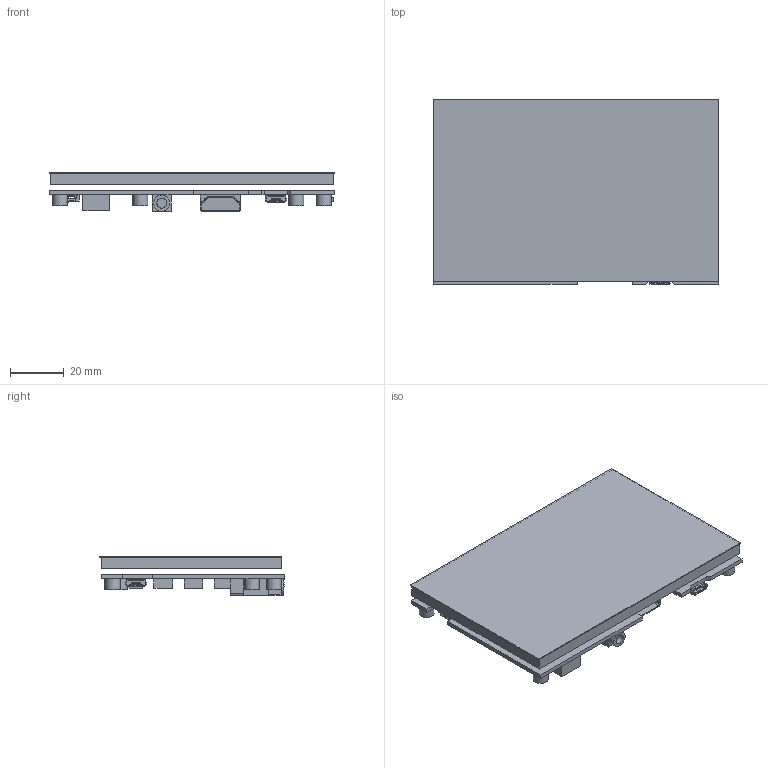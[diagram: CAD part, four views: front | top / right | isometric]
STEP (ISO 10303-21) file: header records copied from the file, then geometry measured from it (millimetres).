
FILE_DESCRIPTION(/* description */ (''),/* implementation_level */ '2;1');
FILE_NAME(/* name */ 'p07-2 v1.step',/* time_stamp */ '2025-08-08T22:35:52-04:00',/* author */ (''),/* organization */ (''),/* preprocessor_version */ 'ST-DEVELOPER v20.1',/* originating_system */ 'Autodesk Translation Framework v14.10.0.0',/* authorisation */ '');
FILE_SCHEMA (('AUTOMOTIVE_DESIGN { 1 0 10303 214 3 1 1 }'));
Length unit declared in the file: millimetre
Products named in the file (1): P07-2
Bounding box: 106.1 x 68.65 x 14.7 mm (x, y, z)
Volume: 47202.1 mm3; surface area: 33080.8 mm2
Topology: 2 solids, 2 shells, 1273 faces, 3544 edges, 2317 vertices
Faces by surface type: plane 903, cylinder 362, bspline 8
Full cylindrical faces by diameter (mm): 2 x8, 3.7 x1, 5.5 x8, 6 x1
Entity records: 42025 total; most frequent: CARTESIAN_POINT 8717, ORIENTED_EDGE 7072, DIRECTION 6769, EDGE_CURVE 3536, LINE 2731, VECTOR 2731, VERTEX_POINT 2317, AXIS2_PLACEMENT_3D 2019
